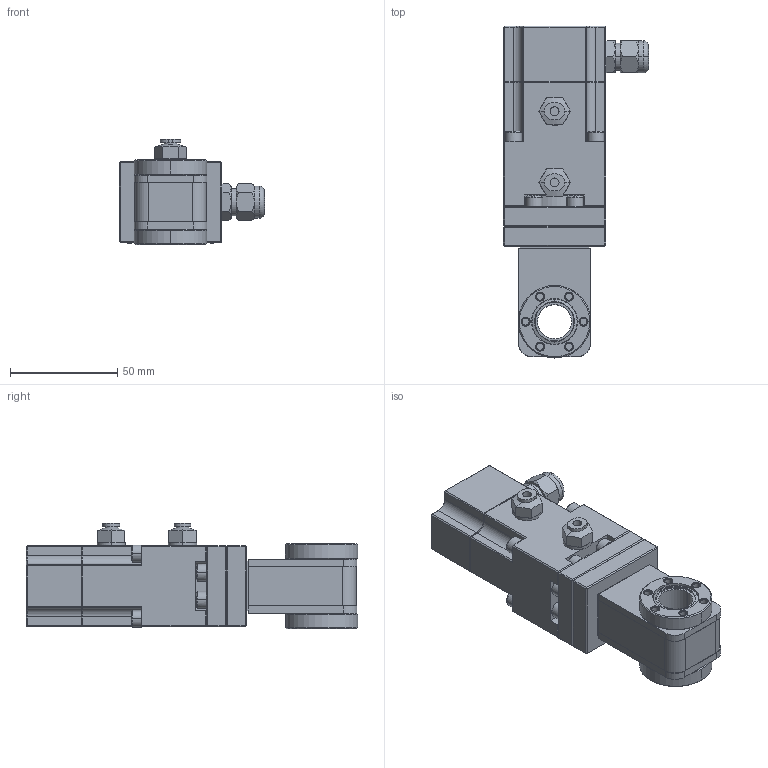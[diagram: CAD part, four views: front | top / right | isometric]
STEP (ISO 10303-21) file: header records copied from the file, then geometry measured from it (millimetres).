
FILE_DESCRIPTION((''),'2;1');
FILE_NAME('11221-0064R','2014-11-05T',('jd'),(''),'PRO/ENGINEER BY PARAMETRIC TECHNOLOGY CORPORATION, 2013410','PRO/ENGINEER BY PARAMETRIC TECHNOLOGY CORPORATION, 2013410','');
FILE_SCHEMA(('CONFIG_CONTROL_DESIGN'));
Length unit declared in the file: inch
Products named in the file (1): 11221-0064R
Bounding box: 67.61 x 154.74 x 49.21 mm (x, y, z)
Volume: 219463.7 mm3; surface area: 38166.4 mm2
Topology: 1 solids, 13 shells, 626 faces, 1502 edges, 935 vertices
Faces by surface type: plane 371, cylinder 140, cone 101, torus 14
Entity records: 18520 total; most frequent: CARTESIAN_POINT 3716, DIRECTION 3153, ORIENTED_EDGE 2980, EDGE_CURVE 1502, AXIS2_PLACEMENT_3D 1084, VECTOR 985, LINE 985, VERTEX_POINT 935
